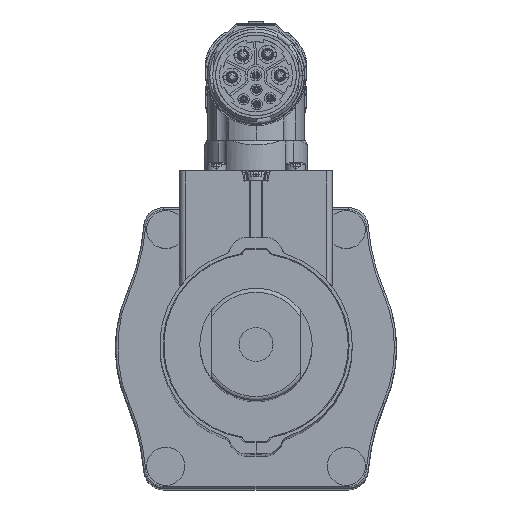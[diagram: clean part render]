
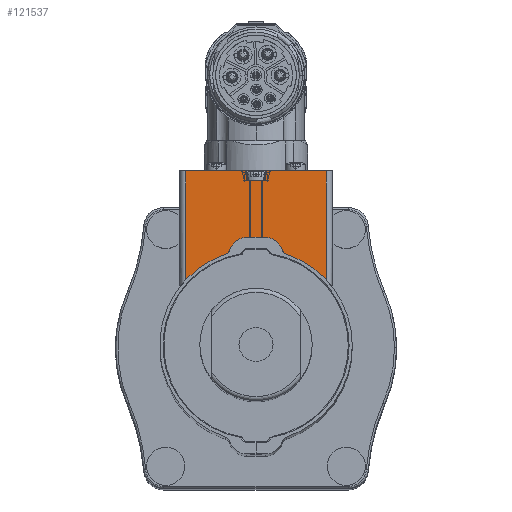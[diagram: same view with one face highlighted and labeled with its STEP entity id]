
A CAD part, top view. The second image highlights one B-rep face of the part: STEP entity #121537.
In plain terms, the highlighted planar face has unit normal (0, 0, 1).
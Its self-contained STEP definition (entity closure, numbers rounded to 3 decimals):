
#2310 = DIRECTION ( 'NONE',  ( 0.135, -0.991, 0. ) ) ;
#4353 = EDGE_CURVE ( 'NONE', #16781, #110612, #48030, .T. ) ;
#5427 = CARTESIAN_POINT ( 'NONE',  ( -2.25, 22.5, 289.3 ) ) ;
#6496 = DIRECTION ( 'NONE',  ( 0., -1., 0. ) ) ;
#9492 = VERTEX_POINT ( 'NONE', #37867 ) ;
#10228 = EDGE_CURVE ( 'NONE', #126034, #110612, #65242, .T. ) ;
#12266 = DIRECTION ( 'NONE',  ( 0., -1., 0. ) ) ;
#13601 = EDGE_CURVE ( 'NONE', #116806, #136629, #117227, .T. ) ;
#14034 = EDGE_CURVE ( 'NONE', #119446, #28758, #120879, .T. ) ;
#16224 = VERTEX_POINT ( 'NONE', #119413 ) ;
#16781 = VERTEX_POINT ( 'NONE', #72888 ) ;
#18106 = DIRECTION ( 'NONE',  ( 0., 0., -1. ) ) ;
#18691 = LINE ( 'NONE', #159114, #26670 ) ;
#18814 = DIRECTION ( 'NONE',  ( 0., -1., 0. ) ) ;
#21455 = VECTOR ( 'NONE', #140719, 1000. ) ;
#23642 = LINE ( 'NONE', #66027, #79006 ) ;
#25243 = AXIS2_PLACEMENT_3D ( 'NONE', #31333, #119068, #6496 ) ;
#26670 = VECTOR ( 'NONE', #71504, 1000. ) ;
#27177 = CARTESIAN_POINT ( 'NONE',  ( 17.5, 0., 289.3 ) ) ;
#28758 = VERTEX_POINT ( 'NONE', #103494 ) ;
#31047 = AXIS2_PLACEMENT_3D ( 'NONE', #137857, #48025, #74583 ) ;
#31333 = CARTESIAN_POINT ( 'NONE',  ( 8., 24.213, 289.3 ) ) ;
#36164 = VECTOR ( 'NONE', #48251, 1000. ) ;
#37512 = CARTESIAN_POINT ( 'NONE',  ( 2.589, 44., 289.3 ) ) ;
#37867 = CARTESIAN_POINT ( 'NONE',  ( 2.25, 27.2, 289.3 ) ) ;
#39250 = LINE ( 'NONE', #50347, #21455 ) ;
#45377 = VECTOR ( 'NONE', #98888, 1000. ) ;
#45875 = DIRECTION ( 'NONE',  ( 0., 0., 1. ) ) ;
#46433 = PLANE ( 'NONE',  #114794 ) ;
#47644 = CARTESIAN_POINT ( 'NONE',  ( -7.592, 22.978, 289.3 ) ) ;
#48025 = DIRECTION ( 'NONE',  ( 0., 0., -1. ) ) ;
#48030 = LINE ( 'NONE', #135354, #36164 ) ;
#48251 = DIRECTION ( 'NONE',  ( 1., 0., 0. ) ) ;
#50184 = VECTOR ( 'NONE', #115958, 1000. ) ;
#50347 = CARTESIAN_POINT ( 'NONE',  ( -19., 44., 289.3 ) ) ;
#51268 = ORIENTED_EDGE ( 'NONE', *, *, #71874, .F. ) ;
#51567 = EDGE_CURVE ( 'NONE', #80253, #55510, #124925, .T. ) ;
#54047 = CARTESIAN_POINT ( 'NONE',  ( -2.589, 44., 289.3 ) ) ;
#55509 = CARTESIAN_POINT ( 'NONE',  ( 2.589, 44., 289.3 ) ) ;
#55510 = VERTEX_POINT ( 'NONE', #90701 ) ;
#56183 = FACE_OUTER_BOUND ( 'NONE', #136748, .T. ) ;
#57903 = VECTOR ( 'NONE', #86975, 1000. ) ;
#58035 = DIRECTION ( 'NONE',  ( 0., -1., 0. ) ) ;
#58217 = CIRCLE ( 'NONE', #153109, 24.2 ) ;
#58571 = CARTESIAN_POINT ( 'NONE',  ( -8., 24.213, 289.3 ) ) ;
#58910 = ORIENTED_EDGE ( 'NONE', *, *, #51567, .T. ) ;
#60355 = CARTESIAN_POINT ( 'NONE',  ( 2.25, 22.5, 289.3 ) ) ;
#63473 = VERTEX_POINT ( 'NONE', #47644 ) ;
#63677 = EDGE_CURVE ( 'NONE', #28758, #116806, #77788, .T. ) ;
#64379 = CARTESIAN_POINT ( 'NONE',  ( -17.5, 44., 289.3 ) ) ;
#65242 = LINE ( 'NONE', #37512, #45377 ) ;
#66027 = CARTESIAN_POINT ( 'NONE',  ( 2.25, 27.2, 289.3 ) ) ;
#66816 = EDGE_CURVE ( 'NONE', #162597, #9492, #23642, .T. ) ;
#67474 = CARTESIAN_POINT ( 'NONE',  ( 2.25, 41.5, 289.3 ) ) ;
#69478 = DIRECTION ( 'NONE',  ( 0., 0., -1. ) ) ;
#71504 = DIRECTION ( 'NONE',  ( 1., 0., 0. ) ) ;
#71874 = EDGE_CURVE ( 'NONE', #126034, #136629, #39250, .T. ) ;
#72391 = CARTESIAN_POINT ( 'NONE',  ( -19., 0., 289.3 ) ) ;
#72888 = CARTESIAN_POINT ( 'NONE',  ( -2.25, 41.5, 289.3 ) ) ;
#74583 = DIRECTION ( 'NONE',  ( 0., -1., 0. ) ) ;
#74990 = AXIS2_PLACEMENT_3D ( 'NONE', #58571, #45875, #18814 ) ;
#76004 = CIRCLE ( 'NONE', #99573, 4.7 ) ;
#76707 = ORIENTED_EDGE ( 'NONE', *, *, #135066, .T. ) ;
#77788 = CIRCLE ( 'NONE', #31047, 24.2 ) ;
#78719 = DIRECTION ( 'NONE',  ( 1., 0., 0. ) ) ;
#79006 = VECTOR ( 'NONE', #78719, 1000. ) ;
#79843 = CARTESIAN_POINT ( 'NONE',  ( 17.5, 44., 289.3 ) ) ;
#79997 = CARTESIAN_POINT ( 'NONE',  ( 0., 0., 289.3 ) ) ;
#80253 = VERTEX_POINT ( 'NONE', #64379 ) ;
#82181 = DIRECTION ( 'NONE',  ( 0., -1., 0. ) ) ;
#83222 = EDGE_CURVE ( 'NONE', #162816, #16781, #119613, .T. ) ;
#86975 = DIRECTION ( 'NONE',  ( 0., -1., 0. ) ) ;
#90306 = ORIENTED_EDGE ( 'NONE', *, *, #10228, .T. ) ;
#90701 = CARTESIAN_POINT ( 'NONE',  ( -17.5, 16.715, 289.3 ) ) ;
#95480 = CIRCLE ( 'NONE', #122037, 4.7 ) ;
#97263 = DIRECTION ( 'NONE',  ( 0., 0., 1. ) ) ;
#97555 = ORIENTED_EDGE ( 'NONE', *, *, #83222, .F. ) ;
#98888 = DIRECTION ( 'NONE',  ( -0.135, -0.991, 0. ) ) ;
#99573 = AXIS2_PLACEMENT_3D ( 'NONE', #5427, #18106, #82181 ) ;
#100157 = CARTESIAN_POINT ( 'NONE',  ( 17.5, 16.715, 289.3 ) ) ;
#102832 = CARTESIAN_POINT ( 'NONE',  ( -17.5, 0., 289.3 ) ) ;
#103494 = CARTESIAN_POINT ( 'NONE',  ( 7.592, 22.978, 289.3 ) ) ;
#106142 = ORIENTED_EDGE ( 'NONE', *, *, #13601, .T. ) ;
#107758 = CIRCLE ( 'NONE', #74990, 1.3 ) ;
#109615 = ORIENTED_EDGE ( 'NONE', *, *, #152256, .F. ) ;
#110612 = VERTEX_POINT ( 'NONE', #67474 ) ;
#114794 = AXIS2_PLACEMENT_3D ( 'NONE', #72391, #97263, #58035 ) ;
#115054 = ORIENTED_EDGE ( 'NONE', *, *, #120272, .T. ) ;
#115958 = DIRECTION ( 'NONE',  ( 0., 1., 0. ) ) ;
#116806 = VERTEX_POINT ( 'NONE', #100157 ) ;
#117227 = LINE ( 'NONE', #27177, #50184 ) ;
#119068 = DIRECTION ( 'NONE',  ( 0., 0., 1. ) ) ;
#119413 = CARTESIAN_POINT ( 'NONE',  ( -6.754, 23.842, 289.3 ) ) ;
#119446 = VERTEX_POINT ( 'NONE', #120269 ) ;
#119613 = LINE ( 'NONE', #128066, #151067 ) ;
#120234 = ORIENTED_EDGE ( 'NONE', *, *, #4353, .F. ) ;
#120269 = CARTESIAN_POINT ( 'NONE',  ( 6.754, 23.842, 289.3 ) ) ;
#120272 = EDGE_CURVE ( 'NONE', #9492, #119446, #95480, .T. ) ;
#120879 = CIRCLE ( 'NONE', #25243, 1.3 ) ;
#121537 = ADVANCED_FACE ( 'NONE', ( #56183 ), #46433, .T. ) ;
#122037 = AXIS2_PLACEMENT_3D ( 'NONE', #60355, #162868, #12266 ) ;
#124925 = LINE ( 'NONE', #102832, #57903 ) ;
#126034 = VERTEX_POINT ( 'NONE', #55509 ) ;
#126755 = ORIENTED_EDGE ( 'NONE', *, *, #148821, .T. ) ;
#128066 = CARTESIAN_POINT ( 'NONE',  ( -2.589, 44., 289.3 ) ) ;
#134612 = EDGE_CURVE ( 'NONE', #63473, #16224, #107758, .T. ) ;
#135066 = EDGE_CURVE ( 'NONE', #55510, #63473, #58217, .T. ) ;
#135354 = CARTESIAN_POINT ( 'NONE',  ( -19., 41.5, 289.3 ) ) ;
#136508 = ORIENTED_EDGE ( 'NONE', *, *, #134612, .T. ) ;
#136629 = VERTEX_POINT ( 'NONE', #79843 ) ;
#136748 = EDGE_LOOP ( 'NONE', ( #157986, #149792, #106142, #51268, #90306, #120234, #97555, #109615, #58910, #76707, #136508, #126755, #143769, #115054 ) ) ;
#137857 = CARTESIAN_POINT ( 'NONE',  ( 0., 0., 289.3 ) ) ;
#140719 = DIRECTION ( 'NONE',  ( 1., 0., 0. ) ) ;
#143769 = ORIENTED_EDGE ( 'NONE', *, *, #66816, .T. ) ;
#148821 = EDGE_CURVE ( 'NONE', #16224, #162597, #76004, .T. ) ;
#149792 = ORIENTED_EDGE ( 'NONE', *, *, #63677, .T. ) ;
#151067 = VECTOR ( 'NONE', #2310, 1000. ) ;
#152256 = EDGE_CURVE ( 'NONE', #80253, #162816, #18691, .T. ) ;
#153109 = AXIS2_PLACEMENT_3D ( 'NONE', #79997, #69478, #156488 ) ;
#156488 = DIRECTION ( 'NONE',  ( 0., -1., 0. ) ) ;
#157172 = CARTESIAN_POINT ( 'NONE',  ( -2.25, 27.2, 289.3 ) ) ;
#157986 = ORIENTED_EDGE ( 'NONE', *, *, #14034, .T. ) ;
#159114 = CARTESIAN_POINT ( 'NONE',  ( -19., 44., 289.3 ) ) ;
#162597 = VERTEX_POINT ( 'NONE', #157172 ) ;
#162816 = VERTEX_POINT ( 'NONE', #54047 ) ;
#162868 = DIRECTION ( 'NONE',  ( 0., 0., -1. ) ) ;
